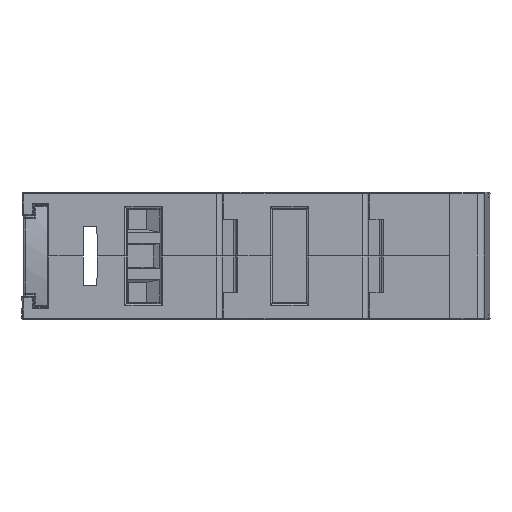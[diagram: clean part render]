
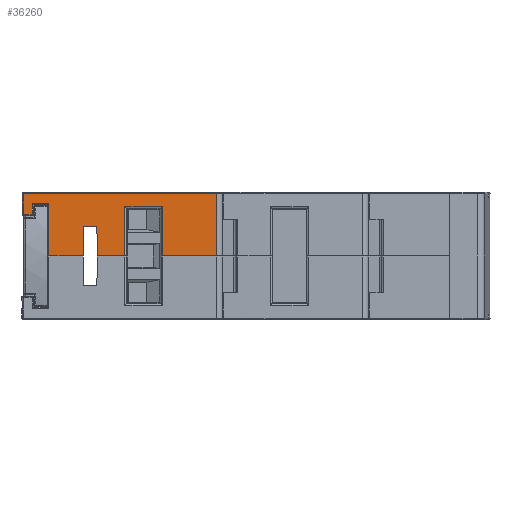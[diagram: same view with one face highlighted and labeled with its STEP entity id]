
A CAD part, front view. The second image highlights one B-rep face of the part: STEP entity #36260.
In plain terms, the highlighted planar face has unit normal (0, -1, 0).
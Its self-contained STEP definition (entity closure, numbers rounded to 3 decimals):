
#224 = CARTESIAN_POINT ( 'NONE',  ( -41.001, -50.719, 6.475 ) ) ;
#521 = LINE ( 'NONE', #18298, #38693 ) ;
#800 = EDGE_CURVE ( 'NONE', #23829, #20326, #30420, .T. ) ;
#2183 = ORIENTED_EDGE ( 'NONE', *, *, #32204, .T. ) ;
#2294 = CARTESIAN_POINT ( 'NONE',  ( -64.801, -50.719, 8.025 ) ) ;
#3288 = VECTOR ( 'NONE', #30955, 1000. ) ;
#3874 = LINE ( 'NONE', #224, #12767 ) ;
#4389 = PLANE ( 'NONE',  #45748 ) ;
#5224 = ORIENTED_EDGE ( 'NONE', *, *, #28122, .T. ) ;
#5702 = CARTESIAN_POINT ( 'NONE',  ( -54.385, -50.719, 6.008 ) ) ;
#6353 = VECTOR ( 'NONE', #23485, 1000. ) ;
#6882 = CARTESIAN_POINT ( 'NONE',  ( -58.259, -50.719, 7.874 ) ) ;
#7746 = ORIENTED_EDGE ( 'NONE', *, *, #32899, .T. ) ;
#8861 = EDGE_LOOP ( 'NONE', ( #14903, #41638, #5224, #20746, #7746, #28967, #2183, #34222, #32875, #11717, #46064, #30030, #34708, #30745, #22539, #17829 ) ) ;
#8895 = VERTEX_POINT ( 'NONE', #32392 ) ;
#9121 = VECTOR ( 'NONE', #48499, 1000. ) ;
#9128 = CARTESIAN_POINT ( 'NONE',  ( -41.801, -50.719, 8.025 ) ) ;
#9227 = CARTESIAN_POINT ( 'NONE',  ( -41.001, -50.719, 4.975 ) ) ;
#9270 = EDGE_CURVE ( 'NONE', #13656, #34556, #18842, .T. ) ;
#9679 = VERTEX_POINT ( 'NONE', #48293 ) ;
#9962 = EDGE_CURVE ( 'NONE', #32498, #42868, #521, .T. ) ;
#11538 = LINE ( 'NONE', #41215, #16688 ) ;
#11717 = ORIENTED_EDGE ( 'NONE', *, *, #9270, .F. ) ;
#12767 = VECTOR ( 'NONE', #52805, 1000. ) ;
#12791 = DIRECTION ( 'NONE',  ( 1., 0., 0. ) ) ;
#12862 = VERTEX_POINT ( 'NONE', #41017 ) ;
#13656 = VERTEX_POINT ( 'NONE', #33627 ) ;
#14903 = ORIENTED_EDGE ( 'NONE', *, *, #44379, .T. ) ;
#16688 = VECTOR ( 'NONE', #37294, 1000. ) ;
#17034 = DIRECTION ( 'NONE',  ( -1., 0., 0. ) ) ;
#17803 = CARTESIAN_POINT ( 'NONE',  ( -49.218, -50.719, -0.725 ) ) ;
#17829 = ORIENTED_EDGE ( 'NONE', *, *, #42195, .T. ) ;
#18298 = CARTESIAN_POINT ( 'NONE',  ( -41.001, -50.719, 6.008 ) ) ;
#18311 = CARTESIAN_POINT ( 'NONE',  ( -58.219, -50.719, 3.275 ) ) ;
#18842 = LINE ( 'NONE', #19385, #29037 ) ;
#19268 = LINE ( 'NONE', #26891, #3288 ) ;
#19385 = CARTESIAN_POINT ( 'NONE',  ( -60.041, -50.719, 8.191 ) ) ;
#20326 = VERTEX_POINT ( 'NONE', #43383 ) ;
#20746 = ORIENTED_EDGE ( 'NONE', *, *, #800, .T. ) ;
#21946 = CARTESIAN_POINT ( 'NONE',  ( -41.801, -50.719, 7.825 ) ) ;
#22259 = DIRECTION ( 'NONE',  ( 0., 0., -1. ) ) ;
#22263 = LINE ( 'NONE', #6882, #50964 ) ;
#22539 = ORIENTED_EDGE ( 'NONE', *, *, #9962, .T. ) ;
#22957 = CARTESIAN_POINT ( 'NONE',  ( -41.001, -50.719, -0.725 ) ) ;
#23319 = VERTEX_POINT ( 'NONE', #49218 ) ;
#23441 = VECTOR ( 'NONE', #29907, 1000. ) ;
#23485 = DIRECTION ( 'NONE',  ( 0., 0., 1. ) ) ;
#23829 = VERTEX_POINT ( 'NONE', #46720 ) ;
#24050 = LINE ( 'NONE', #50968, #23441 ) ;
#25471 = LINE ( 'NONE', #9227, #45889 ) ;
#26891 = CARTESIAN_POINT ( 'NONE',  ( -41.001, -50.719, 7.825 ) ) ;
#27069 = VERTEX_POINT ( 'NONE', #17803 ) ;
#27074 = DIRECTION ( 'NONE',  ( 1., 0., 0. ) ) ;
#27207 = DIRECTION ( 'NONE',  ( -0.009, 0., -1. ) ) ;
#27665 = CARTESIAN_POINT ( 'NONE',  ( -41.001, -50.719, 3.275 ) ) ;
#28052 = VECTOR ( 'NONE', #49949, 1000. ) ;
#28122 = EDGE_CURVE ( 'NONE', #45066, #23829, #19268, .T. ) ;
#28251 = LINE ( 'NONE', #2294, #9121 ) ;
#28797 = VECTOR ( 'NONE', #35584, 1000. ) ;
#28967 = ORIENTED_EDGE ( 'NONE', *, *, #52463, .T. ) ;
#28982 = DIRECTION ( 'NONE',  ( 0., 1., 0. ) ) ;
#29037 = VECTOR ( 'NONE', #27207, 1000. ) ;
#29907 = DIRECTION ( 'NONE',  ( 0., 0., -1. ) ) ;
#30030 = ORIENTED_EDGE ( 'NONE', *, *, #41281, .F. ) ;
#30420 = LINE ( 'NONE', #50623, #52796 ) ;
#30745 = ORIENTED_EDGE ( 'NONE', *, *, #49533, .T. ) ;
#30955 = DIRECTION ( 'NONE',  ( -1., 0., 0. ) ) ;
#32204 = EDGE_CURVE ( 'NONE', #12862, #8895, #3874, .T. ) ;
#32246 = CARTESIAN_POINT ( 'NONE',  ( -67.101, -50.719, 4.975 ) ) ;
#32392 = CARTESIAN_POINT ( 'NONE',  ( -64.801, -50.719, 6.475 ) ) ;
#32498 = VERTEX_POINT ( 'NONE', #5702 ) ;
#32535 = LINE ( 'NONE', #32542, #48516 ) ;
#32542 = CARTESIAN_POINT ( 'NONE',  ( -41.001, -50.719, -0.725 ) ) ;
#32748 = FACE_OUTER_BOUND ( 'NONE', #8861, .T. ) ;
#32875 = ORIENTED_EDGE ( 'NONE', *, *, #44182, .T. ) ;
#32899 = EDGE_CURVE ( 'NONE', #20326, #42881, #25471, .T. ) ;
#33601 = LINE ( 'NONE', #27665, #45116 ) ;
#33627 = CARTESIAN_POINT ( 'NONE',  ( -60.084, -50.719, 3.275 ) ) ;
#33783 = EDGE_CURVE ( 'NONE', #50757, #13656, #33601, .T. ) ;
#33825 = VECTOR ( 'NONE', #27074, 1000. ) ;
#34222 = ORIENTED_EDGE ( 'NONE', *, *, #49843, .T. ) ;
#34556 = VERTEX_POINT ( 'NONE', #47147 ) ;
#34708 = ORIENTED_EDGE ( 'NONE', *, *, #39149, .T. ) ;
#35170 = LINE ( 'NONE', #52034, #28797 ) ;
#35321 = DIRECTION ( 'NONE',  ( -1., 0., 0. ) ) ;
#35584 = DIRECTION ( 'NONE',  ( 1., 0., 0. ) ) ;
#36197 = CARTESIAN_POINT ( 'NONE',  ( -64.801, -50.719, -0.725 ) ) ;
#36260 = ADVANCED_FACE ( 'NONE', ( #32748 ), #4389, .F. ) ;
#37173 = DIRECTION ( 'NONE',  ( 1., 0., 0. ) ) ;
#37294 = DIRECTION ( 'NONE',  ( 0., 0., 1. ) ) ;
#38693 = VECTOR ( 'NONE', #43228, 1000. ) ;
#39149 = EDGE_CURVE ( 'NONE', #39559, #23319, #35170, .T. ) ;
#39559 = VERTEX_POINT ( 'NONE', #51632 ) ;
#39671 = DIRECTION ( 'NONE',  ( -0.009, 0., 1. ) ) ;
#40788 = CARTESIAN_POINT ( 'NONE',  ( -49.218, -50.719, 6.008 ) ) ;
#41017 = CARTESIAN_POINT ( 'NONE',  ( -67.101, -50.719, 6.475 ) ) ;
#41215 = CARTESIAN_POINT ( 'NONE',  ( -54.385, -50.719, 8.025 ) ) ;
#41281 = EDGE_CURVE ( 'NONE', #39559, #50757, #22263, .T. ) ;
#41451 = CARTESIAN_POINT ( 'NONE',  ( -41.001, -50.719, 8.025 ) ) ;
#41638 = ORIENTED_EDGE ( 'NONE', *, *, #51621, .T. ) ;
#42195 = EDGE_CURVE ( 'NONE', #42868, #27069, #24050, .T. ) ;
#42721 = LINE ( 'NONE', #9128, #28052 ) ;
#42868 = VERTEX_POINT ( 'NONE', #40788 ) ;
#42881 = VERTEX_POINT ( 'NONE', #32246 ) ;
#43228 = DIRECTION ( 'NONE',  ( 1., 0., 0. ) ) ;
#43383 = CARTESIAN_POINT ( 'NONE',  ( -68.301, -50.719, 4.975 ) ) ;
#44182 = EDGE_CURVE ( 'NONE', #47527, #34556, #44721, .T. ) ;
#44379 = EDGE_CURVE ( 'NONE', #27069, #9679, #32535, .T. ) ;
#44721 = LINE ( 'NONE', #22957, #33825 ) ;
#45066 = VERTEX_POINT ( 'NONE', #21946 ) ;
#45116 = VECTOR ( 'NONE', #35321, 1000. ) ;
#45748 = AXIS2_PLACEMENT_3D ( 'NONE', #41451, #28982, #17034 ) ;
#45889 = VECTOR ( 'NONE', #12791, 1000. ) ;
#46064 = ORIENTED_EDGE ( 'NONE', *, *, #33783, .F. ) ;
#46596 = LINE ( 'NONE', #47915, #6353 ) ;
#46720 = CARTESIAN_POINT ( 'NONE',  ( -68.301, -50.719, 7.825 ) ) ;
#47147 = CARTESIAN_POINT ( 'NONE',  ( -60.119, -50.719, -0.725 ) ) ;
#47527 = VERTEX_POINT ( 'NONE', #36197 ) ;
#47915 = CARTESIAN_POINT ( 'NONE',  ( -67.101, -50.719, 8.025 ) ) ;
#48293 = CARTESIAN_POINT ( 'NONE',  ( -41.801, -50.719, -0.725 ) ) ;
#48499 = DIRECTION ( 'NONE',  ( 0., 0., -1. ) ) ;
#48516 = VECTOR ( 'NONE', #37173, 1000. ) ;
#49218 = CARTESIAN_POINT ( 'NONE',  ( -54.385, -50.719, -0.725 ) ) ;
#49533 = EDGE_CURVE ( 'NONE', #23319, #32498, #11538, .T. ) ;
#49843 = EDGE_CURVE ( 'NONE', #8895, #47527, #28251, .T. ) ;
#49949 = DIRECTION ( 'NONE',  ( 0., 0., 1. ) ) ;
#50623 = CARTESIAN_POINT ( 'NONE',  ( -68.301, -50.719, 8.025 ) ) ;
#50757 = VERTEX_POINT ( 'NONE', #18311 ) ;
#50964 = VECTOR ( 'NONE', #39671, 1000. ) ;
#50968 = CARTESIAN_POINT ( 'NONE',  ( -49.218, -50.719, 8.025 ) ) ;
#51621 = EDGE_CURVE ( 'NONE', #9679, #45066, #42721, .T. ) ;
#51632 = CARTESIAN_POINT ( 'NONE',  ( -58.184, -50.719, -0.725 ) ) ;
#52034 = CARTESIAN_POINT ( 'NONE',  ( -41.001, -50.719, -0.725 ) ) ;
#52463 = EDGE_CURVE ( 'NONE', #42881, #12862, #46596, .T. ) ;
#52796 = VECTOR ( 'NONE', #22259, 1000. ) ;
#52805 = DIRECTION ( 'NONE',  ( 1., 0., 0. ) ) ;
